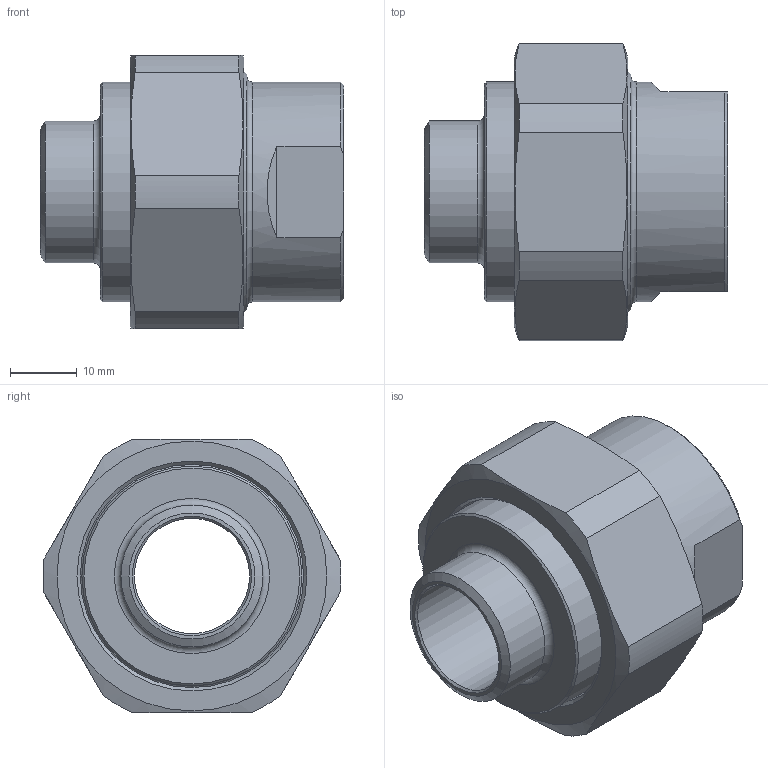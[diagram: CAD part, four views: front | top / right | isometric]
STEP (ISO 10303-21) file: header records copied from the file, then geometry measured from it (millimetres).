
FILE_DESCRIPTION(/* description */ (''),/* implementation_level */ '2;1');
FILE_NAME(/* name */ '3D_R134-SE-G-21.3-DN20_17101815.stp',/* time_stamp */ '2021-06-25T14:05:19+02:00',/* author */ ('cad'),/* organization */ (''),/* preprocessor_version */ 'ST-DEVELOPER v18.1',/* originating_system */ 'Autodesk Inventor 2022',/* authorisation */ '');
FILE_SCHEMA (('AUTOMOTIVE_DESIGN { 1 0 10303 214 3 1 1 }'));
Length unit declared in the file: millimetre
Products named in the file (4): 3D_R134-SE-G-21.3-DN20_17101815; 3D_R134-M-DN20_171011615; 3D_R134-G-DN20_171011315; 3D_R134-SE-21.3-26.9_171011216
Assembly tree (3 placements, depth 2):
  3D_R134-SE-G-21.3-DN20_17101815
    3D_R134-M-DN20_171011615
    3D_R134-G-DN20_171011315
    3D_R134-SE-21.3-26.9_171011216
Bounding box: 45.5 x 44.68 x 41 mm (x, y, z)
Volume: 27979.9 mm3; surface area: 15446.6 mm2
Topology: 3 solids, 3 shells, 65 faces, 151 edges, 99 vertices
Faces by surface type: plane 23, cone 18, cylinder 16, torus 8
Full cylindrical faces by diameter (mm): 17.3 x1, 21.3 x1, 24.117 x1, 24.6 x1, 33 x2, 33.5 x1, 36 x1, 36.376 x1, 37.85 x1
Entity records: 2033 total; most frequent: DIRECTION 368, CARTESIAN_POINT 354, ORIENTED_EDGE 302, AXIS2_PLACEMENT_3D 161, EDGE_CURVE 151, VERTEX_POINT 99, CIRCLE 87, EDGE_LOOP 78
